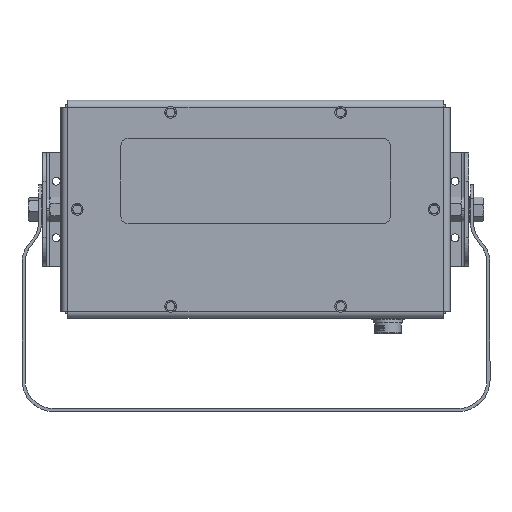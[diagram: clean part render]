
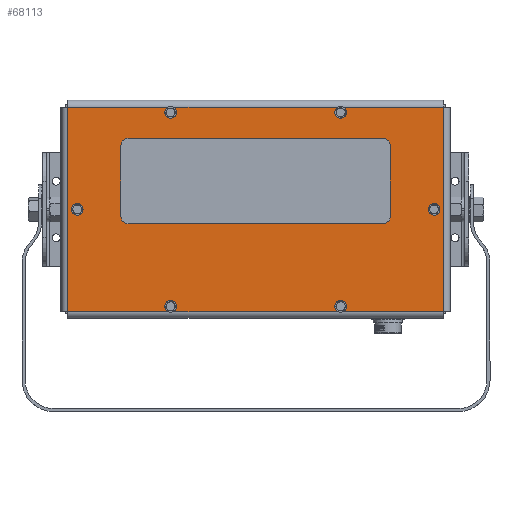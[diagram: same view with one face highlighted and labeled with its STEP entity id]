
A CAD part, top view. The second image highlights one B-rep face of the part: STEP entity #68113.
In plain terms, the highlighted face is planar.
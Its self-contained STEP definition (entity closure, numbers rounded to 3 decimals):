
#6625=FACE_BOUND('',#12929,.T.);
#6626=FACE_BOUND('',#12930,.T.);
#6627=FACE_BOUND('',#12931,.T.);
#6628=FACE_BOUND('',#12932,.T.);
#6629=FACE_BOUND('',#12933,.T.);
#6630=FACE_BOUND('',#12934,.T.);
#6631=FACE_BOUND('',#12935,.T.);
#7042=PLANE('',#73135);
#9031=FACE_OUTER_BOUND('',#12928,.T.);
#12928=EDGE_LOOP('',(#47985,#47986,#47987,#47988));
#12929=EDGE_LOOP('',(#47989));
#12930=EDGE_LOOP('',(#47990));
#12931=EDGE_LOOP('',(#47991));
#12932=EDGE_LOOP('',(#47992));
#12933=EDGE_LOOP('',(#47993));
#12934=EDGE_LOOP('',(#47994));
#12935=EDGE_LOOP('',(#47995,#47996,#47997,#47998,#47999,#48000,#48001,#48002));
#17011=LINE('',#97239,#22141);
#17018=LINE('',#97260,#22148);
#17024=LINE('',#97280,#22154);
#17038=LINE('',#97315,#22168);
#17051=LINE('',#97362,#22181);
#17052=LINE('',#97366,#22182);
#17053=LINE('',#97370,#22183);
#17054=LINE('',#97373,#22184);
#22141=VECTOR('',#79924,0.394);
#22148=VECTOR('',#79951,0.394);
#22154=VECTOR('',#79977,0.394);
#22168=VECTOR('',#80017,0.394);
#22181=VECTOR('',#80068,0.394);
#22182=VECTOR('',#80071,0.394);
#22183=VECTOR('',#80074,0.394);
#22184=VECTOR('',#80077,0.394);
#27312=CIRCLE('',#73136,0.101);
#27313=CIRCLE('',#73137,0.101);
#27314=CIRCLE('',#73138,0.101);
#27315=CIRCLE('',#73139,0.101);
#27316=CIRCLE('',#73140,0.101);
#27317=CIRCLE('',#73141,0.101);
#27318=CIRCLE('',#73142,0.25);
#27319=CIRCLE('',#73143,0.25);
#27320=CIRCLE('',#73144,0.25);
#27321=CIRCLE('',#73145,0.25);
#30087=VERTEX_POINT('',#97236);
#30088=VERTEX_POINT('',#97238);
#30091=VERTEX_POINT('',#97257);
#30092=VERTEX_POINT('',#97259);
#30111=VERTEX_POINT('',#97346);
#30112=VERTEX_POINT('',#97348);
#30113=VERTEX_POINT('',#97350);
#30114=VERTEX_POINT('',#97352);
#30115=VERTEX_POINT('',#97354);
#30116=VERTEX_POINT('',#97356);
#30117=VERTEX_POINT('',#97358);
#30118=VERTEX_POINT('',#97359);
#30119=VERTEX_POINT('',#97361);
#30120=VERTEX_POINT('',#97363);
#30121=VERTEX_POINT('',#97365);
#30122=VERTEX_POINT('',#97367);
#30123=VERTEX_POINT('',#97369);
#30124=VERTEX_POINT('',#97371);
#37001=EDGE_CURVE('',#30088,#30087,#17011,.T.);
#37012=EDGE_CURVE('',#30092,#30091,#17018,.T.);
#37022=EDGE_CURVE('',#30091,#30088,#17024,.T.);
#37040=EDGE_CURVE('',#30087,#30092,#17038,.T.);
#37056=EDGE_CURVE('',#30111,#30111,#27312,.T.);
#37057=EDGE_CURVE('',#30112,#30112,#27313,.T.);
#37058=EDGE_CURVE('',#30113,#30113,#27314,.T.);
#37059=EDGE_CURVE('',#30114,#30114,#27315,.T.);
#37060=EDGE_CURVE('',#30115,#30115,#27316,.T.);
#37061=EDGE_CURVE('',#30116,#30116,#27317,.T.);
#37062=EDGE_CURVE('',#30117,#30118,#27318,.T.);
#37063=EDGE_CURVE('',#30118,#30119,#17051,.T.);
#37064=EDGE_CURVE('',#30119,#30120,#27319,.T.);
#37065=EDGE_CURVE('',#30120,#30121,#17052,.T.);
#37066=EDGE_CURVE('',#30121,#30122,#27320,.T.);
#37067=EDGE_CURVE('',#30122,#30123,#17053,.T.);
#37068=EDGE_CURVE('',#30123,#30124,#27321,.T.);
#37069=EDGE_CURVE('',#30124,#30117,#17054,.T.);
#47985=ORIENTED_EDGE('',*,*,#37040,.T.);
#47986=ORIENTED_EDGE('',*,*,#37012,.T.);
#47987=ORIENTED_EDGE('',*,*,#37022,.T.);
#47988=ORIENTED_EDGE('',*,*,#37001,.T.);
#47989=ORIENTED_EDGE('',*,*,#37056,.T.);
#47990=ORIENTED_EDGE('',*,*,#37057,.T.);
#47991=ORIENTED_EDGE('',*,*,#37058,.T.);
#47992=ORIENTED_EDGE('',*,*,#37059,.T.);
#47993=ORIENTED_EDGE('',*,*,#37060,.T.);
#47994=ORIENTED_EDGE('',*,*,#37061,.T.);
#47995=ORIENTED_EDGE('',*,*,#37062,.T.);
#47996=ORIENTED_EDGE('',*,*,#37063,.T.);
#47997=ORIENTED_EDGE('',*,*,#37064,.T.);
#47998=ORIENTED_EDGE('',*,*,#37065,.T.);
#47999=ORIENTED_EDGE('',*,*,#37066,.T.);
#48000=ORIENTED_EDGE('',*,*,#37067,.T.);
#48001=ORIENTED_EDGE('',*,*,#37068,.T.);
#48002=ORIENTED_EDGE('',*,*,#37069,.T.);
#68113=ADVANCED_FACE('',(#9031,#6625,#6626,#6627,#6628,#6629,#6630,#6631),
#7042,.F.);
#73135=AXIS2_PLACEMENT_3D('',#97345,#80052,#80053);
#73136=AXIS2_PLACEMENT_3D('',#97347,#80054,#80055);
#73137=AXIS2_PLACEMENT_3D('',#97349,#80056,#80057);
#73138=AXIS2_PLACEMENT_3D('',#97351,#80058,#80059);
#73139=AXIS2_PLACEMENT_3D('',#97353,#80060,#80061);
#73140=AXIS2_PLACEMENT_3D('',#97355,#80062,#80063);
#73141=AXIS2_PLACEMENT_3D('',#97357,#80064,#80065);
#73142=AXIS2_PLACEMENT_3D('',#97360,#80066,#80067);
#73143=AXIS2_PLACEMENT_3D('',#97364,#80069,#80070);
#73144=AXIS2_PLACEMENT_3D('',#97368,#80072,#80073);
#73145=AXIS2_PLACEMENT_3D('',#97372,#80075,#80076);
#79924=DIRECTION('',(0.,1.,0.));
#79951=DIRECTION('',(0.,-1.,0.));
#79977=DIRECTION('',(-1.,0.,0.));
#80017=DIRECTION('',(1.,0.,0.));
#80052=DIRECTION('center_axis',(0.,0.,1.));
#80053=DIRECTION('ref_axis',(1.,0.,0.));
#80054=DIRECTION('center_axis',(0.,0.,1.));
#80055=DIRECTION('ref_axis',(1.,0.,0.));
#80056=DIRECTION('center_axis',(0.,0.,1.));
#80057=DIRECTION('ref_axis',(1.,0.,0.));
#80058=DIRECTION('center_axis',(0.,0.,1.));
#80059=DIRECTION('ref_axis',(1.,0.,0.));
#80060=DIRECTION('center_axis',(0.,0.,1.));
#80061=DIRECTION('ref_axis',(1.,0.,0.));
#80062=DIRECTION('center_axis',(0.,0.,1.));
#80063=DIRECTION('ref_axis',(1.,0.,0.));
#80064=DIRECTION('center_axis',(0.,0.,1.));
#80065=DIRECTION('ref_axis',(1.,0.,0.));
#80066=DIRECTION('center_axis',(0.,0.,1.));
#80067=DIRECTION('ref_axis',(-1.,0.,0.));
#80068=DIRECTION('',(1.,0.,0.));
#80069=DIRECTION('center_axis',(0.,0.,1.));
#80070=DIRECTION('ref_axis',(0.,-1.,0.));
#80071=DIRECTION('',(0.,1.,0.));
#80072=DIRECTION('center_axis',(0.,0.,1.));
#80073=DIRECTION('ref_axis',(1.,0.,0.));
#80074=DIRECTION('',(-1.,0.,0.));
#80075=DIRECTION('center_axis',(0.,0.,1.));
#80076=DIRECTION('ref_axis',(0.,1.,0.));
#80077=DIRECTION('',(0.,-1.,0.));
#97236=CARTESIAN_POINT('',(-6.625,3.603,0.));
#97238=CARTESIAN_POINT('',(-6.625,-3.603,0.));
#97239=CARTESIAN_POINT('',(-6.625,-3.843,0.));
#97257=CARTESIAN_POINT('',(6.625,-3.603,0.));
#97259=CARTESIAN_POINT('',(6.625,3.603,0.));
#97260=CARTESIAN_POINT('',(6.625,3.843,0.));
#97280=CARTESIAN_POINT('',(3.313,-3.603,0.));
#97315=CARTESIAN_POINT('',(-3.313,3.603,0.));
#97345=CARTESIAN_POINT('Origin',(0.,0.,0.));
#97346=CARTESIAN_POINT('',(2.9,-3.417,0.));
#97347=CARTESIAN_POINT('Origin',(3.,-3.417,0.));
#97348=CARTESIAN_POINT('',(-3.101,-3.417,0.));
#97349=CARTESIAN_POINT('Origin',(-3.,-3.417,0.));
#97350=CARTESIAN_POINT('',(-6.393,0.,0.));
#97351=CARTESIAN_POINT('Origin',(-6.292,0.,0.));
#97352=CARTESIAN_POINT('',(6.192,0.,0.));
#97353=CARTESIAN_POINT('Origin',(6.292,0.,0.));
#97354=CARTESIAN_POINT('',(2.9,3.417,0.));
#97355=CARTESIAN_POINT('Origin',(3.,3.417,0.));
#97356=CARTESIAN_POINT('',(-3.101,3.417,0.));
#97357=CARTESIAN_POINT('Origin',(-3.,3.417,0.));
#97358=CARTESIAN_POINT('',(-4.75,-0.25,0.));
#97359=CARTESIAN_POINT('',(-4.5,-0.5,0.));
#97360=CARTESIAN_POINT('Origin',(-4.5,-0.25,0.));
#97361=CARTESIAN_POINT('',(4.5,-0.5,0.));
#97362=CARTESIAN_POINT('',(-2.25,-0.5,0.));
#97363=CARTESIAN_POINT('',(4.75,-0.25,0.));
#97364=CARTESIAN_POINT('Origin',(4.5,-0.25,0.));
#97365=CARTESIAN_POINT('',(4.75,2.25,0.));
#97366=CARTESIAN_POINT('',(4.75,-0.125,0.));
#97367=CARTESIAN_POINT('',(4.5,2.5,0.));
#97368=CARTESIAN_POINT('Origin',(4.5,2.25,0.));
#97369=CARTESIAN_POINT('',(-4.5,2.5,0.));
#97370=CARTESIAN_POINT('',(2.25,2.5,0.));
#97371=CARTESIAN_POINT('',(-4.75,2.25,0.));
#97372=CARTESIAN_POINT('Origin',(-4.5,2.25,0.));
#97373=CARTESIAN_POINT('',(-4.75,1.125,0.));
